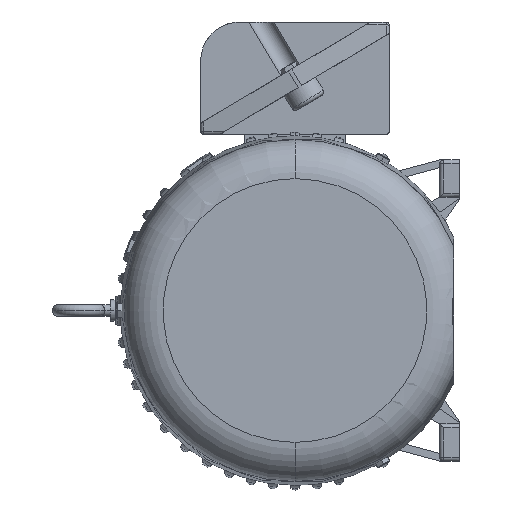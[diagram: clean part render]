
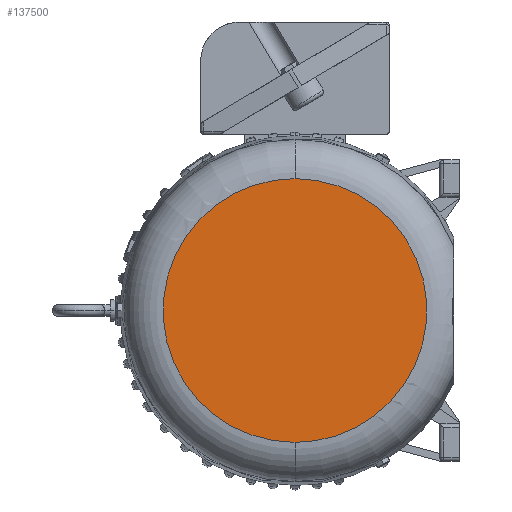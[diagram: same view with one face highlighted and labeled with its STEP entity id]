
A CAD part, left-side view. The second image highlights one B-rep face of the part: STEP entity #137500.
In plain terms, the highlighted planar face has unit normal (-1, 0, 0).
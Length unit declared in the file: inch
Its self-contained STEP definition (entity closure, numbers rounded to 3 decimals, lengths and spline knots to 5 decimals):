
#505 = CARTESIAN_POINT ( 'NONE',  ( -24.79, 3.65303, 2.10953 ) ) ;
#593 = CARTESIAN_POINT ( 'NONE',  ( -24.79, -4.20938, -0.2755 ) ) ;
#1361 = VERTEX_POINT ( 'NONE', #174208 ) ;
#2584 = CARTESIAN_POINT ( 'NONE',  ( -24.79, 3.99439, 1.35633 ) ) ;
#3628 = DIRECTION ( 'NONE',  ( 0., 0., -1. ) ) ;
#10488 = AXIS2_PLACEMENT_3D ( 'NONE', #180676, #148733, #3628 ) ;
#12037 = CARTESIAN_POINT ( 'NONE',  ( -24.79, -2.10953, 3.65303 ) ) ;
#13425 = CARTESIAN_POINT ( 'NONE',  ( -24.79, -0.551, 4.18225 ) ) ;
#14114 = CARTESIAN_POINT ( 'NONE',  ( -24.79, -4.18225, -0.551 ) ) ;
#15488 = CARTESIAN_POINT ( 'NONE',  ( -24.79, -3.34691, -2.56768 ) ) ;
#15571 = FACE_OUTER_BOUND ( 'NONE', #167267, .T. ) ;
#16113 = CARTESIAN_POINT ( 'NONE',  ( -24.79, 2.56768, 3.34691 ) ) ;
#16807 = CARTESIAN_POINT ( 'NONE',  ( -24.79, 0.2755, 4.20938 ) ) ;
#17507 = CARTESIAN_POINT ( 'NONE',  ( -24.79, 4.07475, -1.09142 ) ) ;
#27653 = CARTESIAN_POINT ( 'NONE',  ( -24.79, -0.2755, 4.20938 ) ) ;
#29744 = CARTESIAN_POINT ( 'NONE',  ( -24.79, -4.18225, 0.551 ) ) ;
#30434 = CARTESIAN_POINT ( 'NONE',  ( -24.79, -0.2755, -4.20938 ) ) ;
#31149 = CARTESIAN_POINT ( 'NONE',  ( -24.79, -3.99439, -1.35633 ) ) ;
#31754 = CARTESIAN_POINT ( 'NONE',  ( -24.79, 4.18225, 0.551 ) ) ;
#33835 = CARTESIAN_POINT ( 'NONE',  ( -24.79, 0.2755, -4.20938 ) ) ;
#44125 = ORIENTED_EDGE ( 'NONE', *, *, #91415, .F. ) ;
#48067 = CARTESIAN_POINT ( 'NONE',  ( -24.79, 3.78353, 1.86539 ) ) ;
#48783 = CARTESIAN_POINT ( 'NONE',  ( -24.79, 1.86539, 3.78353 ) ) ;
#49475 = CARTESIAN_POINT ( 'NONE',  ( -24.79, 2.78167, -3.17129 ) ) ;
#60992 = CARTESIAN_POINT ( 'NONE',  ( -24.79, -2.78167, 3.17129 ) ) ;
#61708 = CARTESIAN_POINT ( 'NONE',  ( -24.79, 0., 4.20938 ) ) ;
#64410 = CARTESIAN_POINT ( 'NONE',  ( -24.79, 2.10953, -3.65303 ) ) ;
#64500 = CARTESIAN_POINT ( 'NONE',  ( -24.79, -1.86539, -3.78353 ) ) ;
#65104 = CARTESIAN_POINT ( 'NONE',  ( -24.79, 1.35633, 3.99439 ) ) ;
#80655 = CARTESIAN_POINT ( 'NONE',  ( -24.79, 4.20938, 0.2755 ) ) ;
#91405 = CARTESIAN_POINT ( 'NONE',  ( -24.79, -4.20938, 0.2755 ) ) ;
#91415 = EDGE_CURVE ( 'NONE', #1361, #203362, #91776, .T. ) ;
#91776 = B_SPLINE_CURVE_WITH_KNOTS ( 'NONE', 3,
 ( #178923, #33835, #98899, #115203, #115895, #130125, #64410, #131480, #49475, #194504, #180308, #99603, #114524, #96820, #17507, #130798, #128709, #80655, #31754, #146317, #2584, #48067, #505, #193811, #210089, #113118, #16113, #145625, #48783, #65104, #113814, #97542, #16807, #162581 ),
 .UNSPECIFIED., .F., .F.,
 ( 4, 2, 2, 2, 2, 2, 2, 2, 2, 2, 2, 2, 2, 2, 2, 2, 4 ),
 ( 0., 0.0625, 0.125, 0.1875, 0.25, 0.3125, 0.375, 0.4375, 0.5, 0.5625, 0.625, 0.6875, 0.75, 0.8125, 0.875, 0.9375, 1. ),
 .UNSPECIFIED. ) ;
#96820 = CARTESIAN_POINT ( 'NONE',  ( -24.79, 3.99439, -1.35633 ) ) ;
#97542 = CARTESIAN_POINT ( 'NONE',  ( -24.79, 0.551, 4.18225 ) ) ;
#97629 = CARTESIAN_POINT ( 'NONE',  ( -24.79, -2.56768, -3.34691 ) ) ;
#98899 = CARTESIAN_POINT ( 'NONE',  ( -24.79, 0.551, -4.18225 ) ) ;
#99603 = CARTESIAN_POINT ( 'NONE',  ( -24.79, 3.65303, -2.10953 ) ) ;
#109027 = CARTESIAN_POINT ( 'NONE',  ( -24.79, -1.86539, 3.78353 ) ) ;
#109722 = CARTESIAN_POINT ( 'NONE',  ( -24.79, -3.34691, 2.56768 ) ) ;
#110418 = CARTESIAN_POINT ( 'NONE',  ( -24.79, -4.07475, 1.09142 ) ) ;
#113118 = CARTESIAN_POINT ( 'NONE',  ( -24.79, 2.78167, 3.17129 ) ) ;
#113814 = CARTESIAN_POINT ( 'NONE',  ( -24.79, 1.09142, 4.07475 ) ) ;
#113899 = CARTESIAN_POINT ( 'NONE',  ( -24.79, -1.35633, -3.99439 ) ) ;
#114524 = CARTESIAN_POINT ( 'NONE',  ( -24.79, 3.78353, -1.86539 ) ) ;
#115203 = CARTESIAN_POINT ( 'NONE',  ( -24.79, 1.09142, -4.07475 ) ) ;
#115895 = CARTESIAN_POINT ( 'NONE',  ( -24.79, 1.35633, -3.99439 ) ) ;
#122519 = ORIENTED_EDGE ( 'NONE', *, *, #154740, .F. ) ;
#126713 = CARTESIAN_POINT ( 'NONE',  ( -24.79, -2.56768, 3.34691 ) ) ;
#127410 = CARTESIAN_POINT ( 'NONE',  ( -24.79, -2.78167, -3.17129 ) ) ;
#128709 = CARTESIAN_POINT ( 'NONE',  ( -24.79, 4.20938, -0.2755 ) ) ;
#130125 = CARTESIAN_POINT ( 'NONE',  ( -24.79, 1.86539, -3.78353 ) ) ;
#130798 = CARTESIAN_POINT ( 'NONE',  ( -24.79, 4.18225, -0.551 ) ) ;
#131480 = CARTESIAN_POINT ( 'NONE',  ( -24.79, 2.56768, -3.34691 ) ) ;
#133255 = PLANE ( 'NONE',  #10488 ) ;
#137500 = ADVANCED_FACE ( 'NONE', ( #15571 ), #133255, .T. ) ;
#143604 = CARTESIAN_POINT ( 'NONE',  ( -24.79, 0., -4.20938 ) ) ;
#145015 = CARTESIAN_POINT ( 'NONE',  ( -24.79, -3.65303, -2.10953 ) ) ;
#145625 = CARTESIAN_POINT ( 'NONE',  ( -24.79, 2.10953, 3.65303 ) ) ;
#146317 = CARTESIAN_POINT ( 'NONE',  ( -24.79, 4.07475, 1.09142 ) ) ;
#148733 = DIRECTION ( 'NONE',  ( -1., 0., 0. ) ) ;
#154740 = EDGE_CURVE ( 'NONE', #203362, #1361, #173489, .T. ) ;
#157807 = CARTESIAN_POINT ( 'NONE',  ( -24.79, -1.35633, 3.99439 ) ) ;
#159859 = CARTESIAN_POINT ( 'NONE',  ( -24.79, -0.551, -4.18225 ) ) ;
#162581 = CARTESIAN_POINT ( 'NONE',  ( -24.79, 0., 4.20938 ) ) ;
#167267 = EDGE_LOOP ( 'NONE', ( #44125, #122519 ) ) ;
#173475 = CARTESIAN_POINT ( 'NONE',  ( -24.79, -3.99439, 1.35633 ) ) ;
#173489 = B_SPLINE_CURVE_WITH_KNOTS ( 'NONE', 3,
 ( #61708, #27653, #13425, #174869, #157807, #109027, #12037, #126713, #60992, #206745, #109722, #174192, #189043, #173475, #110418, #29744, #91405, #593, #14114, #209502, #31149, #176255, #145015, #15488, #194601, #127410, #97629, #191811, #64500, #113899, #176928, #159859, #30434, #143604 ),
 .UNSPECIFIED., .F., .F.,
 ( 4, 2, 2, 2, 2, 2, 2, 2, 2, 2, 2, 2, 2, 2, 2, 2, 4 ),
 ( 0., 0.0625, 0.125, 0.1875, 0.25, 0.3125, 0.375, 0.4375, 0.5, 0.5625, 0.625, 0.6875, 0.75, 0.8125, 0.875, 0.9375, 1. ),
 .UNSPECIFIED. ) ;
#174192 = CARTESIAN_POINT ( 'NONE',  ( -24.79, -3.65303, 2.10953 ) ) ;
#174208 = CARTESIAN_POINT ( 'NONE',  ( -24.79, 0., -4.20938 ) ) ;
#174869 = CARTESIAN_POINT ( 'NONE',  ( -24.79, -1.09142, 4.07475 ) ) ;
#176255 = CARTESIAN_POINT ( 'NONE',  ( -24.79, -3.78353, -1.86539 ) ) ;
#176928 = CARTESIAN_POINT ( 'NONE',  ( -24.79, -1.09142, -4.07475 ) ) ;
#178923 = CARTESIAN_POINT ( 'NONE',  ( -24.79, 0., -4.20938 ) ) ;
#180308 = CARTESIAN_POINT ( 'NONE',  ( -24.79, 3.34691, -2.56768 ) ) ;
#180676 = CARTESIAN_POINT ( 'NONE',  ( -24.79, 5.05361, 5.05126 ) ) ;
#181938 = CARTESIAN_POINT ( 'NONE',  ( -24.79, 0., 4.20938 ) ) ;
#189043 = CARTESIAN_POINT ( 'NONE',  ( -24.79, -3.78353, 1.86539 ) ) ;
#191811 = CARTESIAN_POINT ( 'NONE',  ( -24.79, -2.10953, -3.65303 ) ) ;
#193811 = CARTESIAN_POINT ( 'NONE',  ( -24.79, 3.34691, 2.56768 ) ) ;
#194504 = CARTESIAN_POINT ( 'NONE',  ( -24.79, 3.17129, -2.78167 ) ) ;
#194601 = CARTESIAN_POINT ( 'NONE',  ( -24.79, -3.17129, -2.78167 ) ) ;
#203362 = VERTEX_POINT ( 'NONE', #181938 ) ;
#206745 = CARTESIAN_POINT ( 'NONE',  ( -24.79, -3.17129, 2.78167 ) ) ;
#209502 = CARTESIAN_POINT ( 'NONE',  ( -24.79, -4.07475, -1.09142 ) ) ;
#210089 = CARTESIAN_POINT ( 'NONE',  ( -24.79, 3.17129, 2.78167 ) ) ;
